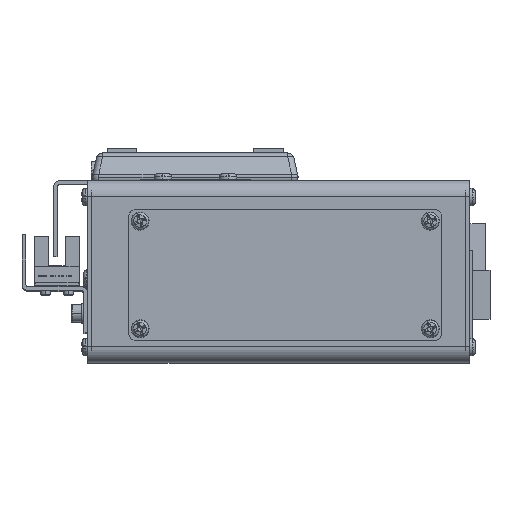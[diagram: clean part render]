
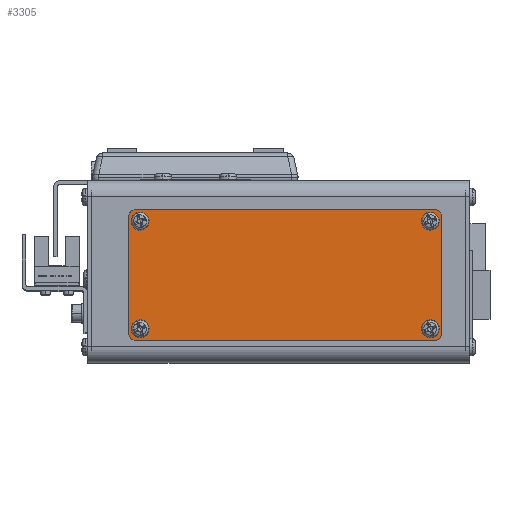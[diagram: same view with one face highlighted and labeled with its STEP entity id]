
A CAD part, top view. The second image highlights one B-rep face of the part: STEP entity #3305.
In plain terms, the highlighted face is planar.
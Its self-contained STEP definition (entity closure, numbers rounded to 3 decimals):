
#24 = DIRECTION ( 'NONE',  ( 0., 0., 1. ) ) ;
#657 = DIRECTION ( 'NONE',  ( 0., 0., 1. ) ) ;
#2454 = ORIENTED_EDGE ( 'NONE', *, *, #64229, .T. ) ;
#2801 = EDGE_CURVE ( 'NONE', #43223, #7566, #14350, .T. ) ;
#3072 = VERTEX_POINT ( 'NONE', #48422 ) ;
#3305 = ADVANCED_FACE ( 'NONE', ( #20731, #18896, #63444, #48017, #32562 ), #49596, .F. ) ;
#3708 = CARTESIAN_POINT ( 'NONE',  ( 140.406, 233.769, 0. ) ) ;
#3940 = EDGE_LOOP ( 'NONE', ( #12272, #22700 ) ) ;
#4339 = CARTESIAN_POINT ( 'NONE',  ( 138.406, 233.769, 0. ) ) ;
#4819 = AXIS2_PLACEMENT_3D ( 'NONE', #57722, #22897, #63531 ) ;
#4880 = VECTOR ( 'NONE', #45574, 1000. ) ;
#5766 = CARTESIAN_POINT ( 'NONE',  ( 46.406, 235.769, 0. ) ) ;
#5986 = ORIENTED_EDGE ( 'NONE', *, *, #17476, .T. ) ;
#6068 = ORIENTED_EDGE ( 'NONE', *, *, #7341, .T. ) ;
#6287 = AXIS2_PLACEMENT_3D ( 'NONE', #35377, #657, #41261 ) ;
#7085 = CARTESIAN_POINT ( 'NONE',  ( 46.206, 232.269, 0. ) ) ;
#7341 = EDGE_CURVE ( 'NONE', #31470, #3072, #66605, .T. ) ;
#7566 = VERTEX_POINT ( 'NONE', #64222 ) ;
#8433 = DIRECTION ( 'NONE',  ( 0., 0., 1. ) ) ;
#10142 = DIRECTION ( 'NONE',  ( 1., 0., 0. ) ) ;
#10786 = CARTESIAN_POINT ( 'NONE',  ( 140.406, 233.769, 0. ) ) ;
#11400 = EDGE_LOOP ( 'NONE', ( #64811, #35055 ) ) ;
#12272 = ORIENTED_EDGE ( 'NONE', *, *, #56055, .T. ) ;
#12452 = ORIENTED_EDGE ( 'NONE', *, *, #61840, .F. ) ;
#13540 = CARTESIAN_POINT ( 'NONE',  ( 47.906, 199.269, 0. ) ) ;
#13897 = VERTEX_POINT ( 'NONE', #59057 ) ;
#14013 = VECTOR ( 'NONE', #41124, 1000. ) ;
#14350 = CIRCLE ( 'NONE', #69623, 2. ) ;
#14435 = VERTEX_POINT ( 'NONE', #23650 ) ;
#14489 = ORIENTED_EDGE ( 'NONE', *, *, #54015, .F. ) ;
#14953 = CARTESIAN_POINT ( 'NONE',  ( 140.406, 197.769, 0. ) ) ;
#14999 = DIRECTION ( 'NONE',  ( 0., 0., 1. ) ) ;
#15108 = VECTOR ( 'NONE', #69718, 1000. ) ;
#15808 = LINE ( 'NONE', #35236, #14013 ) ;
#16025 = ORIENTED_EDGE ( 'NONE', *, *, #2801, .F. ) ;
#16451 = CARTESIAN_POINT ( 'NONE',  ( 47.906, 232.269, 0. ) ) ;
#17163 = VERTEX_POINT ( 'NONE', #30252 ) ;
#17476 = EDGE_CURVE ( 'NONE', #14435, #57090, #70772, .T. ) ;
#18896 = FACE_BOUND ( 'NONE', #3940, .T. ) ;
#19160 = CIRCLE ( 'NONE', #72307, 1.7 ) ;
#19329 = DIRECTION ( 'NONE',  ( 1., 0., 0. ) ) ;
#19811 = DIRECTION ( 'NONE',  ( 0., 0., 1. ) ) ;
#20253 = LINE ( 'NONE', #10786, #4880 ) ;
#20731 = FACE_BOUND ( 'NONE', #55051, .T. ) ;
#21411 = EDGE_CURVE ( 'NONE', #29254, #17163, #55913, .T. ) ;
#22302 = DIRECTION ( 'NONE',  ( 1., 0., 0. ) ) ;
#22700 = ORIENTED_EDGE ( 'NONE', *, *, #52584, .T. ) ;
#22839 = EDGE_CURVE ( 'NONE', #13897, #30702, #60268, .T. ) ;
#22873 = DIRECTION ( 'NONE',  ( 0., 0., 1. ) ) ;
#22897 = DIRECTION ( 'NONE',  ( 0., 0., 1. ) ) ;
#22971 = CIRCLE ( 'NONE', #39358, 1.7 ) ;
#23071 = DIRECTION ( 'NONE',  ( 0., 0., 1. ) ) ;
#23219 = EDGE_LOOP ( 'NONE', ( #5986, #25785 ) ) ;
#23464 = CIRCLE ( 'NONE', #63776, 1.7 ) ;
#23650 = CARTESIAN_POINT ( 'NONE',  ( 135.206, 199.269, 0. ) ) ;
#23889 = CIRCLE ( 'NONE', #6287, 1.7 ) ;
#24907 = CARTESIAN_POINT ( 'NONE',  ( 138.606, 199.269, 0. ) ) ;
#24909 = EDGE_LOOP ( 'NONE', ( #41205, #12452, #14489, #66616, #34390, #42724, #16025, #36668 ) ) ;
#25785 = ORIENTED_EDGE ( 'NONE', *, *, #57378, .T. ) ;
#26479 = CARTESIAN_POINT ( 'NONE',  ( 46.406, 233.769, 0. ) ) ;
#28418 = CIRCLE ( 'NONE', #37463, 1.7 ) ;
#28760 = CARTESIAN_POINT ( 'NONE',  ( 44.406, 197.769, 0. ) ) ;
#29254 = VERTEX_POINT ( 'NONE', #33293 ) ;
#29487 = DIRECTION ( 'NONE',  ( 0., 0., 1. ) ) ;
#30252 = CARTESIAN_POINT ( 'NONE',  ( 44.406, 233.769, 0. ) ) ;
#30702 = VERTEX_POINT ( 'NONE', #14953 ) ;
#31470 = VERTEX_POINT ( 'NONE', #64597 ) ;
#31497 = CIRCLE ( 'NONE', #37703, 1.7 ) ;
#32306 = DIRECTION ( 'NONE',  ( 1., 0., 0. ) ) ;
#32560 = VERTEX_POINT ( 'NONE', #42589 ) ;
#32562 = FACE_BOUND ( 'NONE', #23219, .T. ) ;
#33293 = CARTESIAN_POINT ( 'NONE',  ( 46.406, 235.769, 0. ) ) ;
#34390 = ORIENTED_EDGE ( 'NONE', *, *, #22839, .F. ) ;
#34546 = EDGE_CURVE ( 'NONE', #30702, #63857, #20253, .T. ) ;
#34724 = CARTESIAN_POINT ( 'NONE',  ( 46.406, 197.769, 0. ) ) ;
#35055 = ORIENTED_EDGE ( 'NONE', *, *, #64021, .T. ) ;
#35236 = CARTESIAN_POINT ( 'NONE',  ( 138.406, 195.769, 0. ) ) ;
#35377 = CARTESIAN_POINT ( 'NONE',  ( 47.906, 199.269, 0. ) ) ;
#35613 = AXIS2_PLACEMENT_3D ( 'NONE', #26479, #67104, #32306 ) ;
#36668 = ORIENTED_EDGE ( 'NONE', *, *, #50932, .F. ) ;
#37462 = AXIS2_PLACEMENT_3D ( 'NONE', #4339, #44949, #10142 ) ;
#37463 = AXIS2_PLACEMENT_3D ( 'NONE', #54664, #19811, #60501 ) ;
#37640 = VERTEX_POINT ( 'NONE', #39964 ) ;
#37703 = AXIS2_PLACEMENT_3D ( 'NONE', #57896, #23071, #63715 ) ;
#39358 = AXIS2_PLACEMENT_3D ( 'NONE', #16451, #57132, #22302 ) ;
#39964 = CARTESIAN_POINT ( 'NONE',  ( 49.606, 232.269, 0. ) ) ;
#40610 = DIRECTION ( 'NONE',  ( 1., 0., 0. ) ) ;
#41124 = DIRECTION ( 'NONE',  ( 1., 0., 0. ) ) ;
#41205 = ORIENTED_EDGE ( 'NONE', *, *, #21411, .F. ) ;
#41261 = DIRECTION ( 'NONE',  ( 1., 0., 0. ) ) ;
#42205 = VECTOR ( 'NONE', #56510, 1000. ) ;
#42589 = CARTESIAN_POINT ( 'NONE',  ( 49.606, 199.269, 0. ) ) ;
#42724 = ORIENTED_EDGE ( 'NONE', *, *, #71015, .F. ) ;
#43188 = AXIS2_PLACEMENT_3D ( 'NONE', #57701, #22873, #63515 ) ;
#43222 = CARTESIAN_POINT ( 'NONE',  ( 136.906, 232.269, 0. ) ) ;
#43223 = VERTEX_POINT ( 'NONE', #28760 ) ;
#44949 = DIRECTION ( 'NONE',  ( 0., 0., 1. ) ) ;
#45505 = VERTEX_POINT ( 'NONE', #68552 ) ;
#45574 = DIRECTION ( 'NONE',  ( 0., 1., 0. ) ) ;
#46953 = AXIS2_PLACEMENT_3D ( 'NONE', #43222, #8433, #49043 ) ;
#48017 = FACE_BOUND ( 'NONE', #11400, .T. ) ;
#48422 = CARTESIAN_POINT ( 'NONE',  ( 138.606, 232.269, 0. ) ) ;
#49043 = DIRECTION ( 'NONE',  ( 1., 0., 0. ) ) ;
#49596 = PLANE ( 'NONE',  #35613 ) ;
#49792 = CARTESIAN_POINT ( 'NONE',  ( 136.906, 199.269, 0. ) ) ;
#50653 = CARTESIAN_POINT ( 'NONE',  ( 44.406, 197.769, 0. ) ) ;
#50932 = EDGE_CURVE ( 'NONE', #17163, #43223, #57603, .T. ) ;
#52584 = EDGE_CURVE ( 'NONE', #37640, #56749, #22971, .T. ) ;
#54015 = EDGE_CURVE ( 'NONE', #63857, #45505, #63704, .T. ) ;
#54166 = DIRECTION ( 'NONE',  ( 0., 0., 1. ) ) ;
#54664 = CARTESIAN_POINT ( 'NONE',  ( 136.906, 232.269, 0. ) ) ;
#55051 = EDGE_LOOP ( 'NONE', ( #6068, #2454 ) ) ;
#55655 = DIRECTION ( 'NONE',  ( 1., 0., 0. ) ) ;
#55913 = CIRCLE ( 'NONE', #43188, 2. ) ;
#56055 = EDGE_CURVE ( 'NONE', #56749, #37640, #23464, .T. ) ;
#56510 = DIRECTION ( 'NONE',  ( 0., -1., 0. ) ) ;
#56547 = CARTESIAN_POINT ( 'NONE',  ( 46.206, 199.269, 0. ) ) ;
#56749 = VERTEX_POINT ( 'NONE', #7085 ) ;
#57090 = VERTEX_POINT ( 'NONE', #24907 ) ;
#57132 = DIRECTION ( 'NONE',  ( 0., 0., 1. ) ) ;
#57378 = EDGE_CURVE ( 'NONE', #57090, #14435, #31497, .T. ) ;
#57603 = LINE ( 'NONE', #50653, #42205 ) ;
#57701 = CARTESIAN_POINT ( 'NONE',  ( 46.406, 233.769, 0. ) ) ;
#57722 = CARTESIAN_POINT ( 'NONE',  ( 138.406, 197.769, 0. ) ) ;
#57896 = CARTESIAN_POINT ( 'NONE',  ( 136.906, 199.269, 0. ) ) ;
#59057 = CARTESIAN_POINT ( 'NONE',  ( 138.406, 195.769, 0. ) ) ;
#60066 = VERTEX_POINT ( 'NONE', #56547 ) ;
#60268 = CIRCLE ( 'NONE', #4819, 2. ) ;
#60501 = DIRECTION ( 'NONE',  ( 1., 0., 0. ) ) ;
#61840 = EDGE_CURVE ( 'NONE', #45505, #29254, #65086, .T. ) ;
#63444 = FACE_OUTER_BOUND ( 'NONE', #24909, .T. ) ;
#63515 = DIRECTION ( 'NONE',  ( 1., 0., 0. ) ) ;
#63531 = DIRECTION ( 'NONE',  ( 1., 0., 0. ) ) ;
#63704 = CIRCLE ( 'NONE', #37462, 2. ) ;
#63715 = DIRECTION ( 'NONE',  ( 1., 0., 0. ) ) ;
#63776 = AXIS2_PLACEMENT_3D ( 'NONE', #64290, #29487, #70149 ) ;
#63857 = VERTEX_POINT ( 'NONE', #3708 ) ;
#64021 = EDGE_CURVE ( 'NONE', #32560, #60066, #23889, .T. ) ;
#64222 = CARTESIAN_POINT ( 'NONE',  ( 46.406, 195.769, 0. ) ) ;
#64229 = EDGE_CURVE ( 'NONE', #3072, #31470, #28418, .T. ) ;
#64290 = CARTESIAN_POINT ( 'NONE',  ( 47.906, 232.269, 0. ) ) ;
#64597 = CARTESIAN_POINT ( 'NONE',  ( 135.206, 232.269, 0. ) ) ;
#64811 = ORIENTED_EDGE ( 'NONE', *, *, #74003, .T. ) ;
#65086 = LINE ( 'NONE', #5766, #15108 ) ;
#66605 = CIRCLE ( 'NONE', #46953, 1.7 ) ;
#66616 = ORIENTED_EDGE ( 'NONE', *, *, #34546, .F. ) ;
#67104 = DIRECTION ( 'NONE',  ( 0., 0., 1. ) ) ;
#68552 = CARTESIAN_POINT ( 'NONE',  ( 138.406, 235.769, 0. ) ) ;
#69623 = AXIS2_PLACEMENT_3D ( 'NONE', #34724, #24, #40610 ) ;
#69718 = DIRECTION ( 'NONE',  ( -1., 0., 0. ) ) ;
#70149 = DIRECTION ( 'NONE',  ( 1., 0., 0. ) ) ;
#70772 = CIRCLE ( 'NONE', #75013, 1.7 ) ;
#71015 = EDGE_CURVE ( 'NONE', #7566, #13897, #15808, .T. ) ;
#72307 = AXIS2_PLACEMENT_3D ( 'NONE', #13540, #54166, #19329 ) ;
#74003 = EDGE_CURVE ( 'NONE', #60066, #32560, #19160, .T. ) ;
#75013 = AXIS2_PLACEMENT_3D ( 'NONE', #49792, #14999, #55655 ) ;
